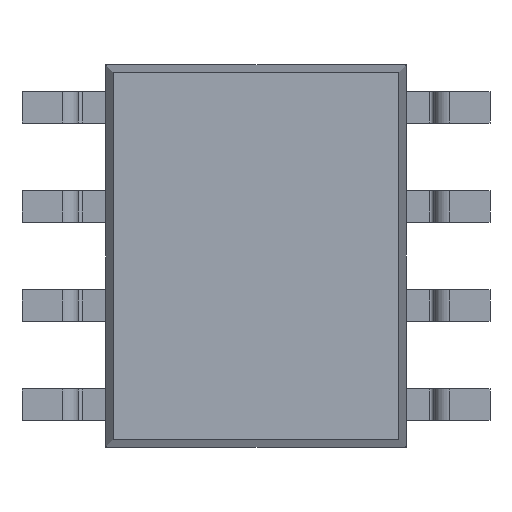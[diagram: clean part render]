
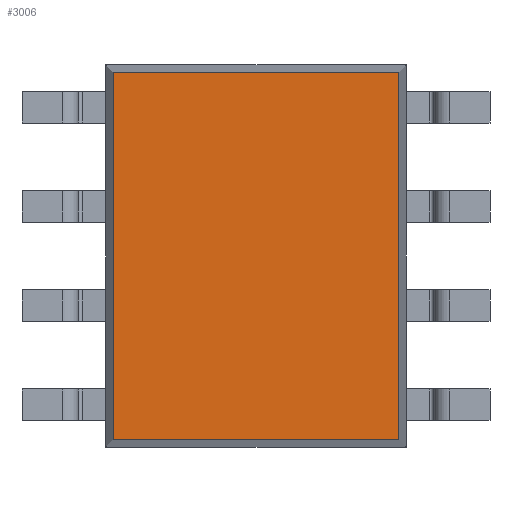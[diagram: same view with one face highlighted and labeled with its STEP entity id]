
A CAD part, front view. The second image highlights one B-rep face of the part: STEP entity #3006.
In plain terms, the highlighted planar face has unit normal (0, -1, 0).
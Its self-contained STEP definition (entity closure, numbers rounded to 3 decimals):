
#168 = ORIENTED_EDGE ( 'NONE', *, *, #1413, .T. ) ;
#208 = VERTEX_POINT ( 'NONE', #1186 ) ;
#336 = CARTESIAN_POINT ( 'NONE',  ( 0., 0.17, 0. ) ) ;
#393 = DIRECTION ( 'NONE',  ( 1., 0., 0. ) ) ;
#451 = EDGE_CURVE ( 'NONE', #2395, #2591, #2083, .T. ) ;
#643 = DIRECTION ( 'NONE',  ( 0., -1., 0. ) ) ;
#946 = LINE ( 'NONE', #2558, #3247 ) ;
#1003 = VECTOR ( 'NONE', #393, 1000. ) ;
#1093 = LINE ( 'NONE', #3334, #3258 ) ;
#1186 = CARTESIAN_POINT ( 'NONE',  ( 1.828, 0.17, 2.353 ) ) ;
#1409 = EDGE_LOOP ( 'NONE', ( #2891, #168, #2951, #3462 ) ) ;
#1413 = EDGE_CURVE ( 'NONE', #3797, #208, #946, .T. ) ;
#1514 = DIRECTION ( 'NONE',  ( -1., 0., 0. ) ) ;
#1734 = CARTESIAN_POINT ( 'NONE',  ( -1.828, 0.17, 2.353 ) ) ;
#1751 = DIRECTION ( 'NONE',  ( 0., 0., -1. ) ) ;
#1900 = CARTESIAN_POINT ( 'NONE',  ( -1.925, 0.17, -2.353 ) ) ;
#2083 = LINE ( 'NONE', #2924, #3762 ) ;
#2139 = PLANE ( 'NONE',  #2512 ) ;
#2221 = FACE_OUTER_BOUND ( 'NONE', #1409, .T. ) ;
#2395 = VERTEX_POINT ( 'NONE', #1734 ) ;
#2512 = AXIS2_PLACEMENT_3D ( 'NONE', #336, #643, #2738 ) ;
#2555 = EDGE_CURVE ( 'NONE', #2591, #3797, #3402, .T. ) ;
#2558 = CARTESIAN_POINT ( 'NONE',  ( 1.828, 0.17, -2.45 ) ) ;
#2591 = VERTEX_POINT ( 'NONE', #3743 ) ;
#2738 = DIRECTION ( 'NONE',  ( 0., 0., -1. ) ) ;
#2891 = ORIENTED_EDGE ( 'NONE', *, *, #2555, .T. ) ;
#2924 = CARTESIAN_POINT ( 'NONE',  ( -1.828, 0.17, 2.45 ) ) ;
#2935 = EDGE_CURVE ( 'NONE', #208, #2395, #1093, .T. ) ;
#2951 = ORIENTED_EDGE ( 'NONE', *, *, #2935, .T. ) ;
#3006 = ADVANCED_FACE ( 'NONE', ( #2221 ), #2139, .T. ) ;
#3034 = CARTESIAN_POINT ( 'NONE',  ( 1.828, 0.17, -2.353 ) ) ;
#3191 = DIRECTION ( 'NONE',  ( 0., 0., 1. ) ) ;
#3247 = VECTOR ( 'NONE', #3191, 1000. ) ;
#3258 = VECTOR ( 'NONE', #1514, 1000. ) ;
#3334 = CARTESIAN_POINT ( 'NONE',  ( 1.925, 0.17, 2.353 ) ) ;
#3402 = LINE ( 'NONE', #1900, #1003 ) ;
#3462 = ORIENTED_EDGE ( 'NONE', *, *, #451, .T. ) ;
#3743 = CARTESIAN_POINT ( 'NONE',  ( -1.828, 0.17, -2.353 ) ) ;
#3762 = VECTOR ( 'NONE', #1751, 1000. ) ;
#3797 = VERTEX_POINT ( 'NONE', #3034 ) ;
